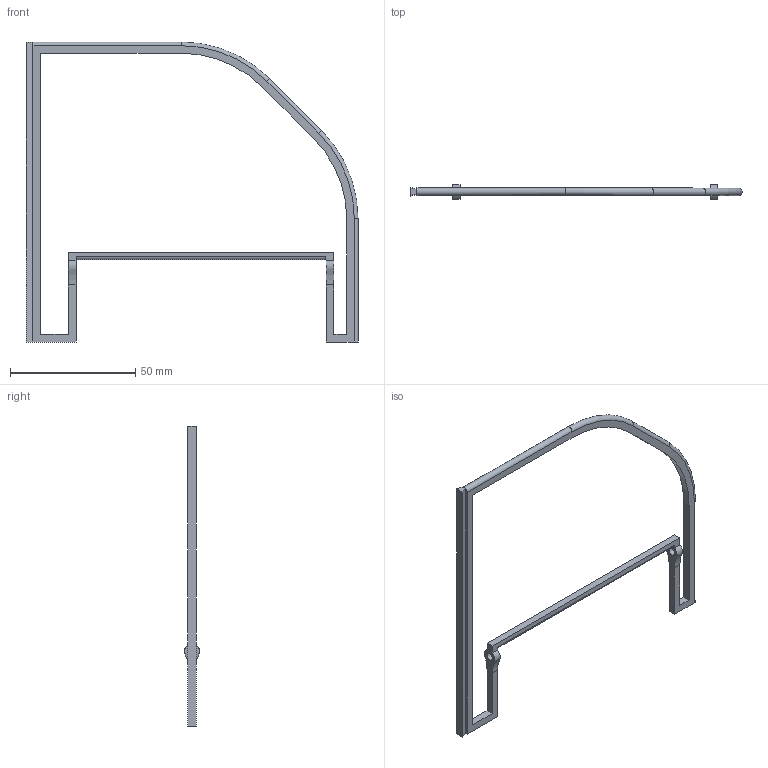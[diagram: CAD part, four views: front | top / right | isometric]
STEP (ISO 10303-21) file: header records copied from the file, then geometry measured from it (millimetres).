
FILE_DESCRIPTION(/* description */ (''),/* implementation_level */ '2;1');
FILE_NAME(/* name */ '5af31da2-7269-4a11-82ee-1e40f3cb35f9.stp',/* time_stamp */ '2019-01-08T14:17:51+00:00',/* author */ (''),/* organization */ (''),/* preprocessor_version */ 'ST-DEVELOPER v17.2',/* originating_system */ 'Autodesk Translation Framework v7.6.0.251',/* authorisation */ '');
FILE_SCHEMA (('AUTOMOTIVE_DESIGN { 1 0 10303 214 3 1 1 }'));
Length unit declared in the file: millimetre
Products named in the file (1): vertical fin
Bounding box: 132.8 x 6 x 120 mm (x, y, z)
Volume: 6248.7 mm3; surface area: 7527.5 mm2
Topology: 1 solids, 1 shells, 53 faces, 155 edges, 101 vertices
Faces by surface type: plane 34, cylinder 17, torus 2
Full cylindrical faces by diameter (mm): 3 x2
Entity records: 1826 total; most frequent: ORIENTED_EDGE 314, DIRECTION 312, CARTESIAN_POINT 312, EDGE_CURVE 157, LINE 110, VECTOR 110, VERTEX_POINT 101, AXIS2_PLACEMENT_3D 101
